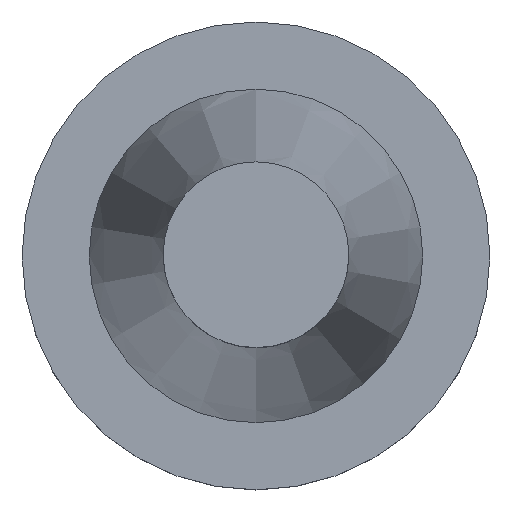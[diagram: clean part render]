
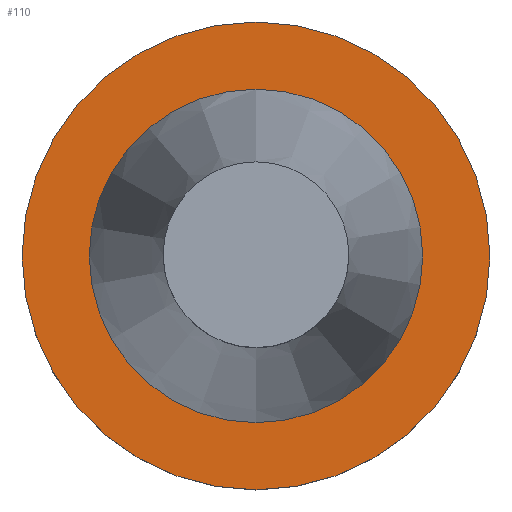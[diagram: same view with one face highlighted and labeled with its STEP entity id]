
A CAD part, top view. The second image highlights one B-rep face of the part: STEP entity #110.
In plain terms, the highlighted planar face has unit normal (0, 0, 1).
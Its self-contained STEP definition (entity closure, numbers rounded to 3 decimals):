
#53=FACE_BOUND('',#192,.T.);
#54=FACE_BOUND('',#193,.T.);
#75=CIRCLE('',#651,31.5);
#76=CIRCLE('',#652,22.458);
#77=CIRCLE('',#653,22.458);
#110=ADVANCED_FACE('',(#53,#54),#144,.F.);
#144=PLANE('',#654);
#192=EDGE_LOOP('',(#245));
#193=EDGE_LOOP('',(#246,#247));
#245=ORIENTED_EDGE('',*,*,#463,.T.);
#246=ORIENTED_EDGE('',*,*,#464,.T.);
#247=ORIENTED_EDGE('',*,*,#465,.T.);
#403=VERTEX_POINT('',#933);
#404=VERTEX_POINT('',#935);
#405=VERTEX_POINT('',#936);
#463=EDGE_CURVE('',#403,#403,#75,.T.);
#464=EDGE_CURVE('',#404,#405,#76,.T.);
#465=EDGE_CURVE('',#405,#404,#77,.T.);
#651=AXIS2_PLACEMENT_3D('',#932,#741,#742);
#652=AXIS2_PLACEMENT_3D('',#934,#743,#744);
#653=AXIS2_PLACEMENT_3D('',#937,#745,#746);
#654=AXIS2_PLACEMENT_3D('',#938,#747,#748);
#741=DIRECTION('',(0.,0.,1.));
#742=DIRECTION('',(-1.,0.,0.));
#743=DIRECTION('',(0.,0.,-1.));
#744=DIRECTION('',(-1.,0.,0.));
#745=DIRECTION('',(0.,0.,-1.));
#746=DIRECTION('',(-1.,0.,0.));
#747=DIRECTION('',(0.,0.,-1.));
#748=DIRECTION('',(0.,1.,0.));
#932=CARTESIAN_POINT('',(0.,0.,-1.6));
#933=CARTESIAN_POINT('',(-31.5,0.,-1.6));
#934=CARTESIAN_POINT('',(0.,0.,-1.6));
#935=CARTESIAN_POINT('',(0.,22.458,-1.6));
#936=CARTESIAN_POINT('',(0.,-22.458,-1.6));
#937=CARTESIAN_POINT('',(0.,0.,-1.6));
#938=CARTESIAN_POINT('',(0.,0.,-1.6));
